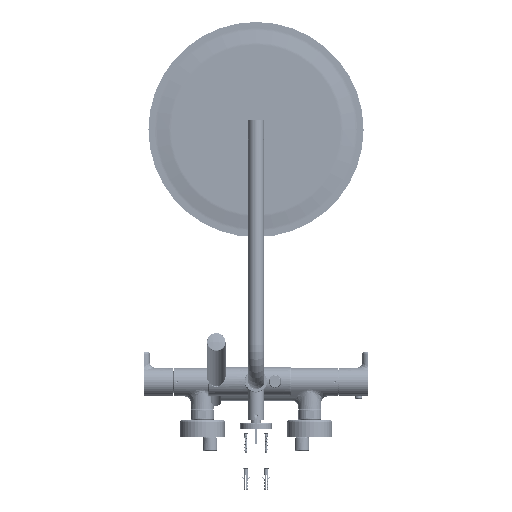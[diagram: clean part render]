
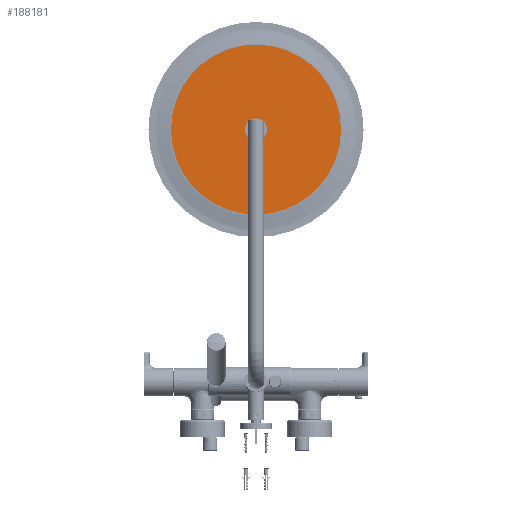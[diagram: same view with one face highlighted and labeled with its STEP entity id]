
A CAD part, top view. The second image highlights one B-rep face of the part: STEP entity #188181.
In plain terms, the highlighted face is planar.
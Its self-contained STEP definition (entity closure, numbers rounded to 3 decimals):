
#179256=CARTESIAN_POINT('',(0.,0.,-5.));
#179257=DIRECTION('',(0.,0.,1.));
#179258=DIRECTION('',(-1.,-0.007,0.));
#179259=AXIS2_PLACEMENT_3D('',#179256,#179257,#179258);
#179261=CARTESIAN_POINT('',(0.,0.,-5.));
#179262=DIRECTION('',(0.,0.,1.));
#179263=DIRECTION('',(1.,0.,0.));
#179264=AXIS2_PLACEMENT_3D('',#179261,#179262,#179263);
#179266=CARTESIAN_POINT('',(0.,0.,-5.));
#179267=DIRECTION('',(0.,0.,1.));
#179268=DIRECTION('',(1.,0.007,0.));
#179269=AXIS2_PLACEMENT_3D('',#179266,#179267,#179268);
#179271=CARTESIAN_POINT('',(0.,0.,-5.));
#179272=DIRECTION('',(0.,0.,1.));
#179273=DIRECTION('',(-1.,0.,0.));
#179274=AXIS2_PLACEMENT_3D('',#179271,#179272,#179273);
#179276=CARTESIAN_POINT('',(0.,0.,-5.));
#179277=DIRECTION('',(0.,0.,1.));
#179278=DIRECTION('',(1.,0.,0.));
#179279=AXIS2_PLACEMENT_3D('',#179276,#179277,#179278);
#179281=CARTESIAN_POINT('',(0.,0.,-5.));
#179282=DIRECTION('',(0.,0.,-1.));
#179283=DIRECTION('',(-1.,-0.007,0.));
#179284=AXIS2_PLACEMENT_3D('',#179281,#179282,#179283);
#185551=CARTESIAN_POINT('',(-118.508,0.,
-5.));
#185552=VERTEX_POINT('',#185551);
#185553=CARTESIAN_POINT('',(-118.505,-0.845,
-5.));
#185554=VERTEX_POINT('',#185553);
#185555=CARTESIAN_POINT('',(118.508,0.,-5.));
#185556=VERTEX_POINT('',#185555);
#185557=CARTESIAN_POINT('',(118.505,0.845,
-5.));
#185558=VERTEX_POINT('',#185557);
#186339=CARTESIAN_POINT('',(-15.5,0.,-5.));
#186340=CARTESIAN_POINT('',(15.5,0.,-5.));
#186341=VERTEX_POINT('',#186339);
#186342=VERTEX_POINT('',#186340);
#188162=CARTESIAN_POINT('',(0.,0.,-5.));
#188163=DIRECTION('',(0.,0.,1.));
#188164=DIRECTION('',(-1.,0.,0.));
#188165=AXIS2_PLACEMENT_3D('',#188162,#188163,#188164);
#188166=PLANE('',#188165);
#188168=ORIENTED_EDGE('',*,*,#188167,.F.);
#188170=ORIENTED_EDGE('',*,*,#188169,.T.);
#188171=ORIENTED_EDGE('',*,*,#188151,.T.);
#188172=ORIENTED_EDGE('',*,*,#188149,.T.);
#188173=EDGE_LOOP('',(#188168,#188170,#188171,#188172));
#188174=FACE_OUTER_BOUND('',#188173,.F.);
#188176=ORIENTED_EDGE('',*,*,#188175,.F.);
#188178=ORIENTED_EDGE('',*,*,#188177,.F.);
#188179=EDGE_LOOP('',(#188176,#188178));
#188180=FACE_BOUND('',#188179,.F.);
#188181=ADVANCED_FACE('',(#188174,#188180),#188166,.F.);
#179260=CIRCLE('',#179259,118.508);
#179265=CIRCLE('',#179264,118.508);
#179270=CIRCLE('',#179269,118.508);
#179275=CIRCLE('',#179274,15.5);
#179280=CIRCLE('',#179279,15.5);
#179285=CIRCLE('',#179284,118.508);
#188149=EDGE_CURVE('',#185558,#185552,#179270,.T.);
#188151=EDGE_CURVE('',#185556,#185558,#179265,.T.);
#188167=EDGE_CURVE('',#185554,#185552,#179285,.T.);
#188169=EDGE_CURVE('',#185554,#185556,#179260,.T.);
#188175=EDGE_CURVE('',#186341,#186342,#179275,.T.);
#188177=EDGE_CURVE('',#186342,#186341,#179280,.T.);
